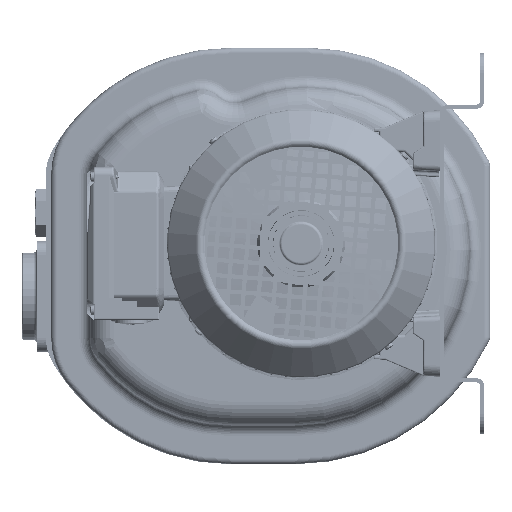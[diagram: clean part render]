
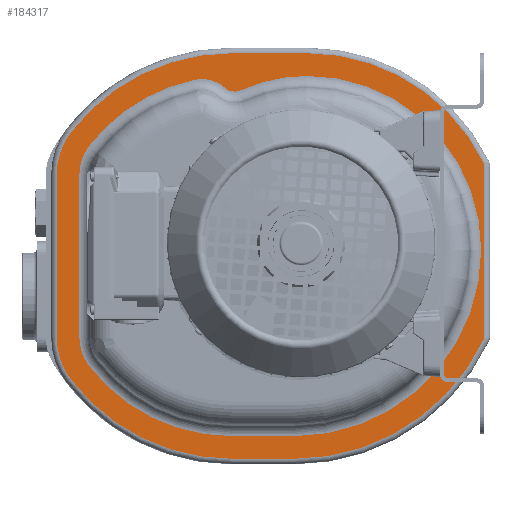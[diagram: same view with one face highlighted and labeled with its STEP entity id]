
A CAD part, left-side view. The second image highlights one B-rep face of the part: STEP entity #184317.
In plain terms, the highlighted planar face has unit normal (-1, 0, 0).
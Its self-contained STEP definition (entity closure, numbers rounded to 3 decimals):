
#60339=CARTESIAN_POINT('',(-17.,4.5,-4.5));
#60340=DIRECTION('',(-1.,0.,0.));
#60341=DIRECTION('',(0.,0.,-1.));
#60342=AXIS2_PLACEMENT_3D('',#60339,#60340,#60341);
#60344=DIRECTION('',(0.,-1.,0.));
#60345=VECTOR('',#60344,45.5);
#60346=CARTESIAN_POINT('',(-17.,50.,-155.));
#60347=LINE('',#60346,#60345);
#60348=CARTESIAN_POINT('',(-17.,50.,-9.));
#60349=DIRECTION('',(-1.,0.,0.));
#60350=DIRECTION('',(0.,0.794,-0.608));
#60351=AXIS2_PLACEMENT_3D('',#60348,#60349,#60350);
#60353=CARTESIAN_POINT('',(-17.,127.,-67.992));
#60354=DIRECTION('',(-1.,0.,0.));
#60355=DIRECTION('',(0.,1.,0.));
#60356=AXIS2_PLACEMENT_3D('',#60353,#60354,#60355);
#60358=DIRECTION('',(0.,0.,-1.));
#60359=VECTOR('',#60358,117.983);
#60360=CARTESIAN_POINT('',(-17.,176.,49.992));
#60361=LINE('',#60360,#60359);
#60362=CARTESIAN_POINT('',(-17.,127.,49.992));
#60363=DIRECTION('',(-1.,0.,0.));
#60364=DIRECTION('',(0.,0.794,0.608));
#60365=AXIS2_PLACEMENT_3D('',#60362,#60363,#60364);
#60367=CARTESIAN_POINT('',(-17.,50.,-9.));
#60368=DIRECTION('',(-1.,0.,0.));
#60369=DIRECTION('',(0.,0.,1.));
#60370=AXIS2_PLACEMENT_3D('',#60367,#60368,#60369);
#60372=DIRECTION('',(0.,1.,0.));
#60373=VECTOR('',#60372,54.5);
#60374=CARTESIAN_POINT('',(-17.,-4.5,137.));
#60375=LINE('',#60374,#60373);
#60376=CARTESIAN_POINT('',(-17.,-4.5,-4.5));
#60377=DIRECTION('',(-1.,0.,0.));
#60378=DIRECTION('',(0.,-0.898,0.44));
#60379=AXIS2_PLACEMENT_3D('',#60376,#60377,#60378);
#60381=CARTESIAN_POINT('',(-17.,-128.,55.948));
#60382=DIRECTION('',(-1.,0.,0.));
#60383=DIRECTION('',(0.,-1.,0.));
#60384=AXIS2_PLACEMENT_3D('',#60381,#60382,#60383);
#60386=DIRECTION('',(0.,0.,1.));
#60387=VECTOR('',#60386,122.946);
#60388=CARTESIAN_POINT('',(-17.,-132.,-66.998));
#60389=LINE('',#60388,#60387);
#60390=CARTESIAN_POINT('',(-17.,-128.,-66.998));
#60391=DIRECTION('',(-1.,0.,0.));
#60392=DIRECTION('',(0.,-0.904,-0.427));
#60393=AXIS2_PLACEMENT_3D('',#60390,#60391,#60392);
#60395=CARTESIAN_POINT('',(-17.,127.,-67.992));
#60396=DIRECTION('',(1.,0.,0.));
#60397=DIRECTION('',(0.,0.794,-0.608));
#60398=AXIS2_PLACEMENT_3D('',#60395,#60396,#60397);
#60400=CARTESIAN_POINT('',(-17.,50.,-9.));
#60401=DIRECTION('',(1.,0.,0.));
#60402=DIRECTION('',(0.,0.,-1.));
#60403=AXIS2_PLACEMENT_3D('',#60400,#60401,#60402);
#60405=DIRECTION('',(0.,1.,0.));
#60406=VECTOR('',#60405,45.5);
#60407=CARTESIAN_POINT('',(-17.,4.5,-138.678));
#60408=LINE('',#60407,#60406);
#60409=CARTESIAN_POINT('',(-17.,4.5,-4.5));
#60410=DIRECTION('',(1.,0.,0.));
#60411=DIRECTION('',(0.,-1.,0.));
#60412=AXIS2_PLACEMENT_3D('',#60409,#60410,#60411);
#60414=CARTESIAN_POINT('',(-17.,-4.5,-4.5));
#60415=DIRECTION('',(1.,0.,0.));
#60416=DIRECTION('',(0.,0.,1.));
#60417=AXIS2_PLACEMENT_3D('',#60414,#60415,#60416);
#60419=CARTESIAN_POINT('',(-17.,-4.5,4.5));
#60420=DIRECTION('',(1.,0.,0.));
#60421=DIRECTION('',(0.,0.413,0.911));
#60422=AXIS2_PLACEMENT_3D('',#60419,#60420,#60421);
#60424=CARTESIAN_POINT('',(-17.,47.727,119.715));
#60425=DIRECTION('',(-1.,0.,0.));
#60426=DIRECTION('',(0.,0.662,-0.749));
#60427=AXIS2_PLACEMENT_3D('',#60424,#60425,#60426);
#60429=CARTESIAN_POINT('',(-17.,71.566,92.739));
#60430=DIRECTION('',(1.,0.,0.));
#60431=DIRECTION('',(0.,0.207,0.978));
#60432=AXIS2_PLACEMENT_3D('',#60429,#60430,#60431);
#60434=CARTESIAN_POINT('',(-17.,50.,-9.));
#60435=DIRECTION('',(1.,0.,0.));
#60436=DIRECTION('',(0.,0.794,0.608));
#60437=AXIS2_PLACEMENT_3D('',#60434,#60435,#60436);
#60439=CARTESIAN_POINT('',(-17.,127.,49.992));
#60440=DIRECTION('',(1.,0.,0.));
#60441=DIRECTION('',(0.,1.,0.));
#60442=AXIS2_PLACEMENT_3D('',#60439,#60440,#60441);
#60444=DIRECTION('',(0.,0.,1.));
#60445=VECTOR('',#60444,117.983);
#60446=CARTESIAN_POINT('',(-17.,159.678,-67.992));
#60447=LINE('',#60446,#60445);
#117297=CARTESIAN_POINT('',(-17.,152.94,-87.865));
#117298=CARTESIAN_POINT('',(-17.,159.678,-67.992));
#117299=VERTEX_POINT('',#117297);
#117300=VERTEX_POINT('',#117298);
#117303=CARTESIAN_POINT('',(-17.,159.678,49.992));
#117304=VERTEX_POINT('',#117303);
#117307=CARTESIAN_POINT('',(-17.,152.94,69.865));
#117308=VERTEX_POINT('',#117307);
#117311=CARTESIAN_POINT('',(-17.,76.891,117.859));
#117312=VERTEX_POINT('',#117311);
#117315=CARTESIAN_POINT('',(-17.,54.562,111.981));
#117316=VERTEX_POINT('',#117315);
#117317=CARTESIAN_POINT('',(-17.,43.466,110.314));
#117318=VERTEX_POINT('',#117317);
#117319=CARTESIAN_POINT('',(-17.,-4.5,120.678));
#117320=VERTEX_POINT('',#117319);
#117323=CARTESIAN_POINT('',(-17.,-129.678,-4.5));
#117324=VERTEX_POINT('',#117323);
#117327=CARTESIAN_POINT('',(-17.,4.5,-138.678));
#117328=VERTEX_POINT('',#117327);
#117331=CARTESIAN_POINT('',(-17.,50.,-138.678));
#117332=VERTEX_POINT('',#117331);
#117339=CARTESIAN_POINT('',(-17.,4.5,-155.));
#117340=CARTESIAN_POINT('',(-17.,-131.618,-68.704));
#117341=VERTEX_POINT('',#117339);
#117342=VERTEX_POINT('',#117340);
#117343=CARTESIAN_POINT('',(-17.,50.,-155.));
#117344=VERTEX_POINT('',#117343);
#117347=CARTESIAN_POINT('',(-17.,165.897,-97.791));
#117348=VERTEX_POINT('',#117347);
#117351=CARTESIAN_POINT('',(-17.,176.,-67.992));
#117352=VERTEX_POINT('',#117351);
#117355=CARTESIAN_POINT('',(-17.,176.,49.992));
#117356=VERTEX_POINT('',#117355);
#117359=CARTESIAN_POINT('',(-17.,165.897,79.791));
#117360=VERTEX_POINT('',#117359);
#117363=CARTESIAN_POINT('',(-17.,50.,137.));
#117364=VERTEX_POINT('',#117363);
#117367=CARTESIAN_POINT('',(-17.,-4.5,137.));
#117368=VERTEX_POINT('',#117367);
#117371=CARTESIAN_POINT('',(-17.,-131.593,57.707));
#117372=VERTEX_POINT('',#117371);
#117375=CARTESIAN_POINT('',(-17.,-132.,-66.998));
#117376=VERTEX_POINT('',#117375);
#117379=CARTESIAN_POINT('',(-17.,-132.,55.948));
#117380=VERTEX_POINT('',#117379);
#184273=CARTESIAN_POINT('',(-17.,0.,0.));
#184274=DIRECTION('',(-1.,0.,0.));
#184275=DIRECTION('',(0.,0.,1.));
#184276=AXIS2_PLACEMENT_3D('',#184273,#184274,#184275);
#184277=PLANE('',#184276);
#184279=ORIENTED_EDGE('',*,*,#184278,.F.);
#184281=ORIENTED_EDGE('',*,*,#184280,.F.);
#184283=ORIENTED_EDGE('',*,*,#184282,.F.);
#184285=ORIENTED_EDGE('',*,*,#184284,.F.);
#184287=ORIENTED_EDGE('',*,*,#184286,.F.);
#184289=ORIENTED_EDGE('',*,*,#184288,.F.);
#184291=ORIENTED_EDGE('',*,*,#184290,.F.);
#184293=ORIENTED_EDGE('',*,*,#184292,.F.);
#184295=ORIENTED_EDGE('',*,*,#184294,.F.);
#184297=ORIENTED_EDGE('',*,*,#184296,.F.);
#184299=ORIENTED_EDGE('',*,*,#184298,.F.);
#184301=ORIENTED_EDGE('',*,*,#184300,.F.);
#184302=EDGE_LOOP('',(#184279,#184281,#184283,#184285,#184287,#184289,#184291,
#184293,#184295,#184297,#184299,#184301));
#184303=FACE_OUTER_BOUND('',#184302,.F.);
#184304=ORIENTED_EDGE('',*,*,#184143,.F.);
#184305=ORIENTED_EDGE('',*,*,#184158,.F.);
#184306=ORIENTED_EDGE('',*,*,#184199,.F.);
#184307=ORIENTED_EDGE('',*,*,#184214,.F.);
#184308=ORIENTED_EDGE('',*,*,#184240,.F.);
#184309=ORIENTED_EDGE('',*,*,#184254,.F.);
#184310=ORIENTED_EDGE('',*,*,#184267,.F.);
#184311=ORIENTED_EDGE('',*,*,#184006,.F.);
#184312=ORIENTED_EDGE('',*,*,#184022,.F.);
#184313=ORIENTED_EDGE('',*,*,#184075,.F.);
#184314=ORIENTED_EDGE('',*,*,#184090,.F.);
#184315=EDGE_LOOP('',(#184304,#184305,#184306,#184307,#184308,#184309,#184310,
#184311,#184312,#184313,#184314));
#184316=FACE_BOUND('',#184315,.F.);
#184317=ADVANCED_FACE('',(#184303,#184316),#184277,.T.);
#60343=CIRCLE('',#60342,150.5);
#60352=CIRCLE('',#60351,146.);
#60357=CIRCLE('',#60356,49.);
#60366=CIRCLE('',#60365,49.);
#60371=CIRCLE('',#60370,146.);
#60380=CIRCLE('',#60379,141.5);
#60385=CIRCLE('',#60384,4.);
#60394=CIRCLE('',#60393,4.);
#60399=CIRCLE('',#60398,32.678);
#60404=CIRCLE('',#60403,129.678);
#60413=CIRCLE('',#60412,134.178);
#60418=CIRCLE('',#60417,125.178);
#60423=CIRCLE('',#60422,116.178);
#60428=CIRCLE('',#60427,10.322);
#60433=CIRCLE('',#60432,25.678);
#60438=CIRCLE('',#60437,129.678);
#60443=CIRCLE('',#60442,32.678);
#184006=EDGE_CURVE('',#117312,#117316,#60433,.T.);
#184022=EDGE_CURVE('',#117308,#117312,#60438,.T.);
#184075=EDGE_CURVE('',#117304,#117308,#60443,.T.);
#184090=EDGE_CURVE('',#117300,#117304,#60447,.T.);
#184143=EDGE_CURVE('',#117299,#117300,#60399,.T.);
#184158=EDGE_CURVE('',#117332,#117299,#60404,.T.);
#184199=EDGE_CURVE('',#117328,#117332,#60408,.T.);
#184214=EDGE_CURVE('',#117324,#117328,#60413,.T.);
#184240=EDGE_CURVE('',#117320,#117324,#60418,.T.);
#184254=EDGE_CURVE('',#117318,#117320,#60423,.T.);
#184267=EDGE_CURVE('',#117316,#117318,#60428,.T.);
#184278=EDGE_CURVE('',#117341,#117342,#60343,.T.);
#184280=EDGE_CURVE('',#117344,#117341,#60347,.T.);
#184282=EDGE_CURVE('',#117348,#117344,#60352,.T.);
#184284=EDGE_CURVE('',#117352,#117348,#60357,.T.);
#184286=EDGE_CURVE('',#117356,#117352,#60361,.T.);
#184288=EDGE_CURVE('',#117360,#117356,#60366,.T.);
#184290=EDGE_CURVE('',#117364,#117360,#60371,.T.);
#184292=EDGE_CURVE('',#117368,#117364,#60375,.T.);
#184294=EDGE_CURVE('',#117372,#117368,#60380,.T.);
#184296=EDGE_CURVE('',#117380,#117372,#60385,.T.);
#184298=EDGE_CURVE('',#117376,#117380,#60389,.T.);
#184300=EDGE_CURVE('',#117342,#117376,#60394,.T.);
